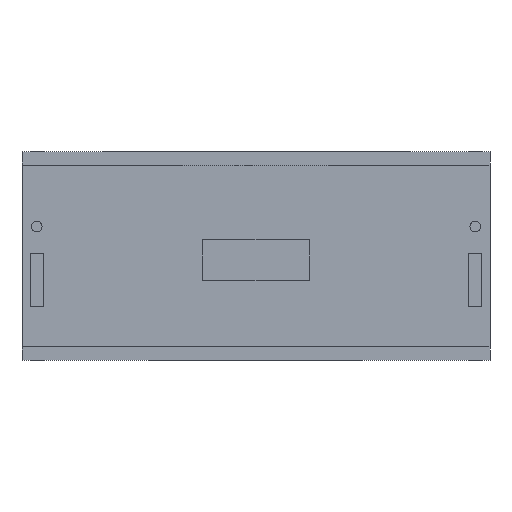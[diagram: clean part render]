
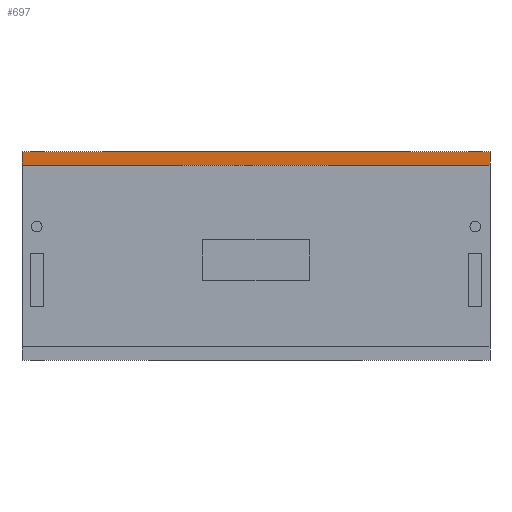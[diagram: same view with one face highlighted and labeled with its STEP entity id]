
A CAD part, front view. The second image highlights one B-rep face of the part: STEP entity #697.
In plain terms, the highlighted planar face has unit normal (0, -1, 0).
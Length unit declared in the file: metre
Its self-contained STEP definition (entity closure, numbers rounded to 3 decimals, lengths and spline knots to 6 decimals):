
#697 = ADVANCED_FACE( '', ( #1463 ), #1464, .F. );
#1463 = FACE_OUTER_BOUND( '', #2267, .T. );
#1464 = PLANE( '', #2268 );
#2267 = EDGE_LOOP( '', ( #4393, #4394, #4395, #4396 ) );
#2268 = AXIS2_PLACEMENT_3D( '', #4397, #4398, #4399 );
#4393 = ORIENTED_EDGE( '', *, *, #5103, .T. );
#4394 = ORIENTED_EDGE( '', *, *, #5396, .F. );
#4395 = ORIENTED_EDGE( '', *, *, #5529, .F. );
#4396 = ORIENTED_EDGE( '', *, *, #4836, .T. );
#4397 = CARTESIAN_POINT( '', ( 0., -0.0975, 0.073 ) );
#4398 = DIRECTION( '', ( 0., 1., 0. ) );
#4399 = DIRECTION( '', ( 0., 0., 1. ) );
#4836 = EDGE_CURVE( '', #5872, #5869, #5873, .T. );
#5103 = EDGE_CURVE( '', #5869, #6311, #6313, .T. );
#5396 = EDGE_CURVE( '', #6732, #6311, #6734, .T. );
#5529 = EDGE_CURVE( '', #5872, #6732, #6898, .T. );
#5869 = VERTEX_POINT( '', #7360 );
#5872 = VERTEX_POINT( '', #7364 );
#5873 = LINE( '', #7365, #7366 );
#6311 = VERTEX_POINT( '', #8017 );
#6313 = LINE( '', #8020, #8021 );
#6732 = VERTEX_POINT( '', #8650 );
#6734 = LINE( '', #8653, #8654 );
#6898 = LINE( '', #8912, #8913 );
#7360 = CARTESIAN_POINT( '', ( -0.0875, -0.0975, 0.068 ) );
#7364 = CARTESIAN_POINT( '', ( -0.0875, -0.0975, 0.073 ) );
#7365 = CARTESIAN_POINT( '', ( -0.0875, -0.0975, 0.073 ) );
#7366 = VECTOR( '', #9162, 1. );
#8017 = CARTESIAN_POINT( '', ( 0.0875, -0.0975, 0.068 ) );
#8020 = CARTESIAN_POINT( '', ( 0., -0.0975, 0.068 ) );
#8021 = VECTOR( '', #9386, 1. );
#8650 = CARTESIAN_POINT( '', ( 0.0875, -0.0975, 0.073 ) );
#8653 = CARTESIAN_POINT( '', ( 0.0875, -0.0975, 0.073 ) );
#8654 = VECTOR( '', #9607, 1. );
#8912 = CARTESIAN_POINT( '', ( 0., -0.0975, 0.073 ) );
#8913 = VECTOR( '', #9708, 1. );
#9162 = DIRECTION( '', ( 0., 0., -1. ) );
#9386 = DIRECTION( '', ( 1., 0., 0. ) );
#9607 = DIRECTION( '', ( 0., 0., -1. ) );
#9708 = DIRECTION( '', ( 1., 0., 0. ) );
